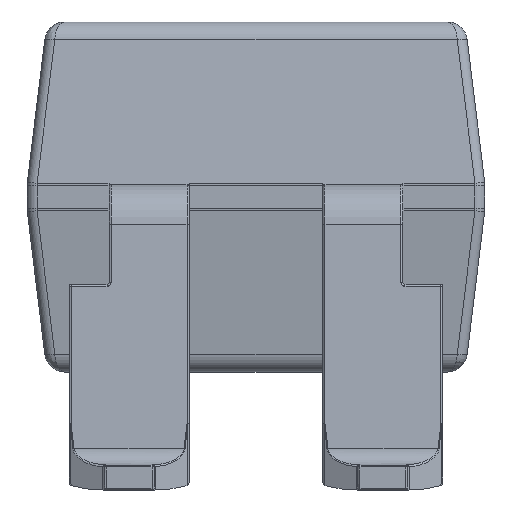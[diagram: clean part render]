
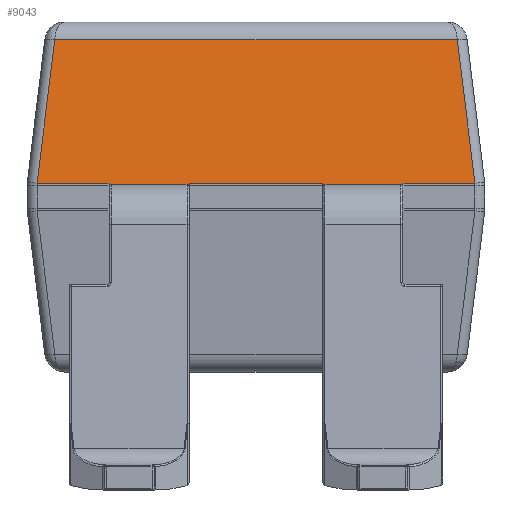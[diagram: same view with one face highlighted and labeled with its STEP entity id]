
A CAD part, front view. The second image highlights one B-rep face of the part: STEP entity #9043.
In plain terms, the highlighted planar face has unit normal (0, -0.993, 0.122).
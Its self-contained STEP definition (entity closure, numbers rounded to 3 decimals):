
#8057 = VERTEX_POINT('',#8058);
#8058 = CARTESIAN_POINT('',(-0.69,-3.25,3.055));
#8064 = EDGE_CURVE('',#8065,#8057,#8067,.T.);
#8065 = VERTEX_POINT('',#8066);
#8066 = CARTESIAN_POINT('',(-1.45,-3.25,3.055));
#8067 = LINE('',#8068,#8069);
#8068 = CARTESIAN_POINT('',(-1.87,-3.25,3.055));
#8069 = VECTOR('',#8070,1.);
#8070 = DIRECTION('',(1.,0.,0.));
#8524 = VERTEX_POINT('',#8525);
#8525 = CARTESIAN_POINT('',(-0.67,-3.248,3.067));
#8532 = EDGE_CURVE('',#8524,#8533,#8535,.T.);
#8533 = VERTEX_POINT('',#8534);
#8534 = CARTESIAN_POINT('',(-0.67,-3.252,3.035));
#8535 = LINE('',#8536,#8537);
#8536 = CARTESIAN_POINT('',(-0.67,-3.25,3.055));
#8537 = VECTOR('',#8538,1.);
#8538 = DIRECTION('',(0.,-0.122,
    -0.993));
#8666 = VERTEX_POINT('',#8667);
#8667 = CARTESIAN_POINT('',(-1.47,-3.252,3.035));
#8673 = EDGE_CURVE('',#8666,#8674,#8676,.T.);
#8674 = VERTEX_POINT('',#8675);
#8675 = CARTESIAN_POINT('',(-1.47,-3.248,3.067));
#8676 = LINE('',#8677,#8678);
#8677 = CARTESIAN_POINT('',(-1.47,-3.371,2.07));
#8678 = VECTOR('',#8679,1.);
#8679 = DIRECTION('',(0.,0.122,0.993)
  );
#9043 = ADVANCED_FACE('',(#9044),#9151,.F.);
#9044 = FACE_BOUND('',#9045,.T.);
#9045 = EDGE_LOOP('',(#9046,#9054,#9055,#9062,#9063,#9070,#9071,#9079,
    #9087,#9096,#9104,#9113,#9121,#9129,#9137,#9145));
#9046 = ORIENTED_EDGE('',*,*,#9047,.F.);
#9047 = EDGE_CURVE('',#8674,#9048,#9050,.T.);
#9048 = VERTEX_POINT('',#9049);
#9049 = CARTESIAN_POINT('',(-2.189,-3.248,
    3.067));
#9050 = LINE('',#9051,#9052);
#9051 = CARTESIAN_POINT('',(-2.29,-3.248,3.067));
#9052 = VECTOR('',#9053,1.);
#9053 = DIRECTION('',(-1.,0.,0.));
#9054 = ORIENTED_EDGE('',*,*,#8673,.F.);
#9055 = ORIENTED_EDGE('',*,*,#9056,.F.);
#9056 = EDGE_CURVE('',#8065,#8666,#9057,.T.);
#9057 = ( BOUNDED_CURVE() B_SPLINE_CURVE(3,(#9058,#9059,#9060,#9061),
.UNSPECIFIED.,.F.,.F.) B_SPLINE_CURVE_WITH_KNOTS((4,4),(
0.,1.571),.PIECEWISE_BEZIER_KNOTS.) CURVE() 
GEOMETRIC_REPRESENTATION_ITEM() RATIONAL_B_SPLINE_CURVE((1.,
0.805,0.805,1.)) REPRESENTATION_ITEM('') );
#9058 = CARTESIAN_POINT('',(-1.45,-3.25,3.055));
#9059 = CARTESIAN_POINT('',(-1.462,-3.25,
    3.055));
#9060 = CARTESIAN_POINT('',(-1.47,-3.251,3.047));
#9061 = CARTESIAN_POINT('',(-1.47,-3.252,3.035));
#9062 = ORIENTED_EDGE('',*,*,#8064,.T.);
#9063 = ORIENTED_EDGE('',*,*,#9064,.F.);
#9064 = EDGE_CURVE('',#8533,#8057,#9065,.T.);
#9065 = ( BOUNDED_CURVE() B_SPLINE_CURVE(3,(#9066,#9067,#9068,#9069),
.UNSPECIFIED.,.F.,.F.) B_SPLINE_CURVE_WITH_KNOTS((4,4),(4.712,
6.283),.PIECEWISE_BEZIER_KNOTS.) CURVE() 
GEOMETRIC_REPRESENTATION_ITEM() RATIONAL_B_SPLINE_CURVE((1.,
0.805,0.805,1.)) REPRESENTATION_ITEM('') );
#9066 = CARTESIAN_POINT('',(-0.67,-3.252,3.035));
#9067 = CARTESIAN_POINT('',(-0.67,-3.251,3.047));
#9068 = CARTESIAN_POINT('',(-0.678,-3.25,
    3.055));
#9069 = CARTESIAN_POINT('',(-0.69,-3.25,3.055));
#9070 = ORIENTED_EDGE('',*,*,#8532,.F.);
#9071 = ORIENTED_EDGE('',*,*,#9072,.F.);
#9072 = EDGE_CURVE('',#9073,#8524,#9075,.T.);
#9073 = VERTEX_POINT('',#9074);
#9074 = CARTESIAN_POINT('',(0.67,-3.248,3.067));
#9075 = LINE('',#9076,#9077);
#9076 = CARTESIAN_POINT('',(-0.67,-3.248,3.067));
#9077 = VECTOR('',#9078,1.);
#9078 = DIRECTION('',(-1.,0.,0.));
#9079 = ORIENTED_EDGE('',*,*,#9080,.T.);
#9080 = EDGE_CURVE('',#9073,#9081,#9083,.T.);
#9081 = VERTEX_POINT('',#9082);
#9082 = CARTESIAN_POINT('',(0.67,-3.252,3.035));
#9083 = LINE('',#9084,#9085);
#9084 = CARTESIAN_POINT('',(0.67,-3.25,3.055));
#9085 = VECTOR('',#9086,1.);
#9086 = DIRECTION('',(0.,-0.122,
    -0.993));
#9087 = ORIENTED_EDGE('',*,*,#9088,.T.);
#9088 = EDGE_CURVE('',#9081,#9089,#9091,.T.);
#9089 = VERTEX_POINT('',#9090);
#9090 = CARTESIAN_POINT('',(0.69,-3.25,3.055));
#9091 = ( BOUNDED_CURVE() B_SPLINE_CURVE(3,(#9092,#9093,#9094,#9095),
.UNSPECIFIED.,.F.,.F.) B_SPLINE_CURVE_WITH_KNOTS((4,4),(4.712,
6.283),.PIECEWISE_BEZIER_KNOTS.) CURVE() 
GEOMETRIC_REPRESENTATION_ITEM() RATIONAL_B_SPLINE_CURVE((1.,
0.805,0.805,1.)) REPRESENTATION_ITEM('') );
#9092 = CARTESIAN_POINT('',(0.67,-3.252,3.035));
#9093 = CARTESIAN_POINT('',(0.67,-3.251,3.047));
#9094 = CARTESIAN_POINT('',(0.678,-3.25,3.055
    ));
#9095 = CARTESIAN_POINT('',(0.69,-3.25,3.055));
#9096 = ORIENTED_EDGE('',*,*,#9097,.F.);
#9097 = EDGE_CURVE('',#9098,#9089,#9100,.T.);
#9098 = VERTEX_POINT('',#9099);
#9099 = CARTESIAN_POINT('',(1.45,-3.25,3.055));
#9100 = LINE('',#9101,#9102);
#9101 = CARTESIAN_POINT('',(1.87,-3.25,3.055));
#9102 = VECTOR('',#9103,1.);
#9103 = DIRECTION('',(-1.,0.,0.));
#9104 = ORIENTED_EDGE('',*,*,#9105,.T.);
#9105 = EDGE_CURVE('',#9098,#9106,#9108,.T.);
#9106 = VERTEX_POINT('',#9107);
#9107 = CARTESIAN_POINT('',(1.47,-3.252,3.035));
#9108 = ( BOUNDED_CURVE() B_SPLINE_CURVE(3,(#9109,#9110,#9111,#9112),
.UNSPECIFIED.,.F.,.F.) B_SPLINE_CURVE_WITH_KNOTS((4,4),(
0.,1.571),.PIECEWISE_BEZIER_KNOTS.) CURVE() 
GEOMETRIC_REPRESENTATION_ITEM() RATIONAL_B_SPLINE_CURVE((1.,
0.805,0.805,1.)) REPRESENTATION_ITEM('') );
#9109 = CARTESIAN_POINT('',(1.45,-3.25,3.055));
#9110 = CARTESIAN_POINT('',(1.462,-3.25,3.055
    ));
#9111 = CARTESIAN_POINT('',(1.47,-3.251,3.047));
#9112 = CARTESIAN_POINT('',(1.47,-3.252,3.035));
#9113 = ORIENTED_EDGE('',*,*,#9114,.T.);
#9114 = EDGE_CURVE('',#9106,#9115,#9117,.T.);
#9115 = VERTEX_POINT('',#9116);
#9116 = CARTESIAN_POINT('',(1.47,-3.248,3.067));
#9117 = LINE('',#9118,#9119);
#9118 = CARTESIAN_POINT('',(1.47,-3.371,2.07));
#9119 = VECTOR('',#9120,1.);
#9120 = DIRECTION('',(0.,0.122,0.993)
  );
#9121 = ORIENTED_EDGE('',*,*,#9122,.T.);
#9122 = EDGE_CURVE('',#9115,#9123,#9125,.T.);
#9123 = VERTEX_POINT('',#9124);
#9124 = CARTESIAN_POINT('',(2.189,-3.248,
    3.067));
#9125 = LINE('',#9126,#9127);
#9126 = CARTESIAN_POINT('',(2.29,-3.248,3.067));
#9127 = VECTOR('',#9128,1.);
#9128 = DIRECTION('',(1.,0.,0.));
#9129 = ORIENTED_EDGE('',*,*,#9130,.T.);
#9130 = EDGE_CURVE('',#9123,#9131,#9133,.T.);
#9131 = VERTEX_POINT('',#9132);
#9132 = CARTESIAN_POINT('',(2.012,-3.072,4.504
    ));
#9133 = LINE('',#9134,#9135);
#9134 = CARTESIAN_POINT('',(2.192,-3.251,
    3.043));
#9135 = VECTOR('',#9136,1.);
#9136 = DIRECTION('',(-0.121,0.121,0.985));
#9137 = ORIENTED_EDGE('',*,*,#9138,.F.);
#9138 = EDGE_CURVE('',#9139,#9131,#9141,.T.);
#9139 = VERTEX_POINT('',#9140);
#9140 = CARTESIAN_POINT('',(-2.012,-3.072,
    4.504));
#9141 = LINE('',#9142,#9143);
#9142 = CARTESIAN_POINT('',(0.,-3.072,
    4.504));
#9143 = VECTOR('',#9144,1.);
#9144 = DIRECTION('',(1.,0.,0.));
#9145 = ORIENTED_EDGE('',*,*,#9146,.F.);
#9146 = EDGE_CURVE('',#9048,#9139,#9147,.T.);
#9147 = LINE('',#9148,#9149);
#9148 = CARTESIAN_POINT('',(-2.192,-3.251,
    3.043));
#9149 = VECTOR('',#9150,1.);
#9150 = DIRECTION('',(0.121,0.121,0.985));
#9151 = PLANE('',#9152);
#9152 = AXIS2_PLACEMENT_3D('',#9153,#9154,#9155);
#9153 = CARTESIAN_POINT('',(-2.29,-3.25,3.055));
#9154 = DIRECTION('',(0.,0.993,-0.122
    ));
#9155 = DIRECTION('',(1.,0.,0.));
